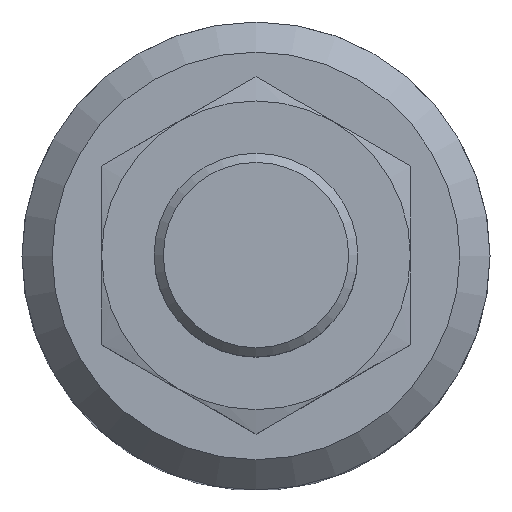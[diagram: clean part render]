
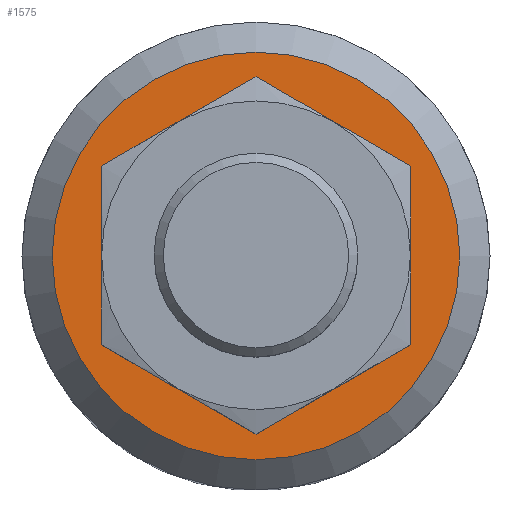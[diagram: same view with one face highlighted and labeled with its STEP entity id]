
A CAD part, top view. The second image highlights one B-rep face of the part: STEP entity #1575.
In plain terms, the highlighted planar face has unit normal (0, 0, 1).
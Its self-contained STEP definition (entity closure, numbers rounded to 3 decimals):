
#64=PLANE('',#1769);
#316=ORIENTED_EDGE('',*,*,#742,.T.);
#317=ORIENTED_EDGE('',*,*,#743,.F.);
#742=EDGE_CURVE('',#952,#952,#1100,.T.);
#743=EDGE_CURVE('',#953,#953,#1101,.T.);
#952=VERTEX_POINT('',#2544);
#953=VERTEX_POINT('',#2546);
#1100=CIRCLE('',#1770,16.);
#1101=CIRCLE('',#1771,27.);
#1201=EDGE_LOOP('',(#316));
#1202=EDGE_LOOP('',(#317));
#1369=FACE_BOUND('',#1201,.T.);
#1370=FACE_BOUND('',#1202,.T.);
#1575=ADVANCED_FACE('',(#1369,#1370),#64,.T.);
#1769=AXIS2_PLACEMENT_3D('',#2542,#2012,#2013);
#1770=AXIS2_PLACEMENT_3D('',#2543,#2014,#2015);
#1771=AXIS2_PLACEMENT_3D('',#2545,#2016,#2017);
#2012=DIRECTION('',(0.,0.,1.));
#2013=DIRECTION('',(1.,0.,0.));
#2014=DIRECTION('',(0.,0.,-1.));
#2015=DIRECTION('',(-1.,0.,0.));
#2016=DIRECTION('',(0.,0.,-1.));
#2017=DIRECTION('',(-1.,0.,0.));
#2542=CARTESIAN_POINT('',(0.,27.,0.));
#2543=CARTESIAN_POINT('',(0.,0.,0.));
#2544=CARTESIAN_POINT('',(-16.,0.,0.));
#2545=CARTESIAN_POINT('',(0.,0.,0.));
#2546=CARTESIAN_POINT('',(-27.,0.,0.));
